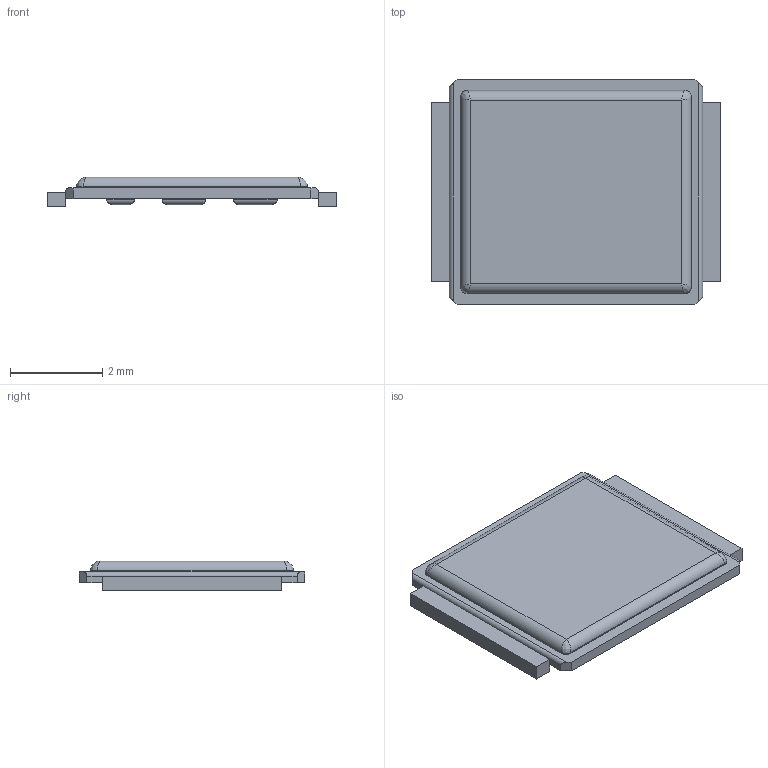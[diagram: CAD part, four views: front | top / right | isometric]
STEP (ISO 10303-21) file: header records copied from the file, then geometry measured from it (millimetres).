
FILE_DESCRIPTION(/* description */ ('model of DirectFET_ME'),/* implementation_level */ '2;1');
FILE_NAME(/* name */ 'DirectFET_ME.step',/* time_stamp */ '2017-10-17T20:11:44',/* author */ ('kicad StepUp','ksu'),/* organization */ ('FreeCAD'),/* preprocessor_version */ 'OCC',/* originating_system */ 'kicad StepUp',/* authorisation */ '');
FILE_SCHEMA(('AUTOMOTIVE_DESIGN { 1 0 10303 214 1 1 1 1 }'));
Length unit declared in the file: millimetre
Products named in the file (1): DirectFET_ME
Bounding box: 6.3 x 4.9 x 0.65 mm (x, y, z)
Volume: 11.5 mm3; surface area: 100.1 mm2
Topology: 1 solids, 1 shells, 136 faces, 332 edges, 204 vertices
Faces by surface type: plane 98, cylinder 34, bspline 4
Entity records: 2842 total; most frequent: CARTESIAN_POINT 638, ORIENTED_EDGE 488, EDGE_CURVE 328, LINE 250, VERTEX_POINT 204, FACE_BOUND 156, EDGE_LOOP 156, AXIS2_PLACEMENT_3D 139
